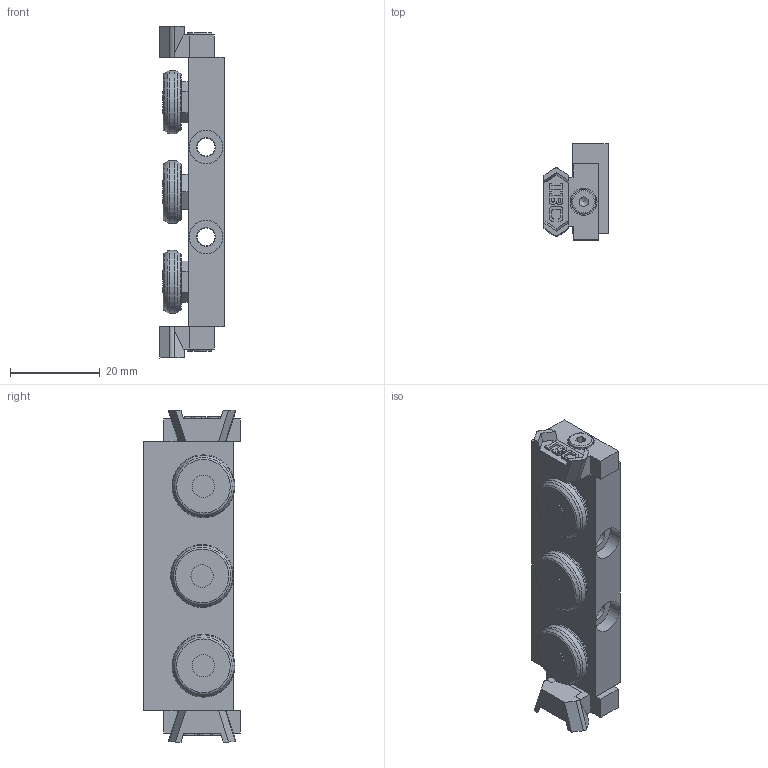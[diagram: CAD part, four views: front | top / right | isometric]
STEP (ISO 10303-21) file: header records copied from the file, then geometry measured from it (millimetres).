
FILE_DESCRIPTION((''),'2;1');
FILE_NAME('CR 18-21.2RS.AX.stp','2011-03-04T11:25:01',('MKoza'),(''),'Autodesk Inventor 2009','Autodesk Inventor 2009','');
FILE_SCHEMA(('AUTOMOTIVE_DESIGN { 1 0 10303 214 1 1 1 1 }'));
Length unit declared in the file: millimetre
Products named in the file (6): CR 18-.2RS.AX; LL.CR 18-21; ABS X18; DIN 7984 M3 x 5; CBRS(E) 14-18.2RS; DIN 7984 M4 x 6
Assembly tree (11 placements, depth 2):
  CR 18-.2RS.AX
    LL.CR 18-21
    ABS X18  x2
    DIN 7984 M3 x 5  x2
    CBRS(E) 14-18.2RS  x3
    DIN 7984 M4 x 6  x3
Bounding box: 14.3 x 21.5 x 74 mm (x, y, z)
Volume: 12322.8 mm3; surface area: 8817 mm2
Topology: 11 solids, 11 shells, 356 faces, 858 edges, 558 vertices
Faces by surface type: plane 220, bspline 53, cylinder 47, cone 19, torus 17
Full cylindrical faces by diameter (mm): 3 x2, 4 x3, 5 x3, 5.5 x2, 6 x3, 7 x3, 14 x3
Entity records: 5468 total; most frequent: CARTESIAN_POINT 1469, DIRECTION 757, ORIENTED_EDGE 722, EDGE_CURVE 361, VERTEX_POINT 264, EDGE_LOOP 261, AXIS2_PLACEMENT_3D 254, VECTOR 249
